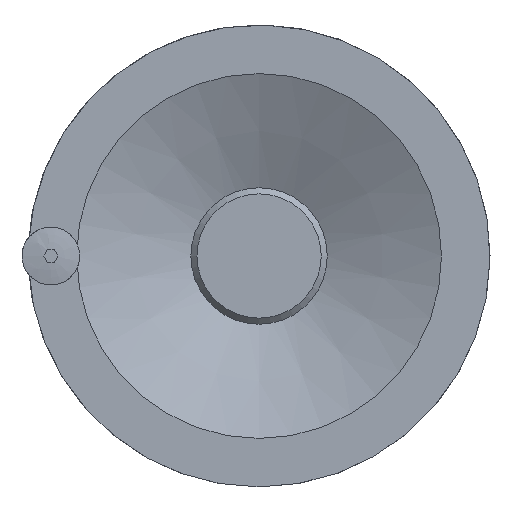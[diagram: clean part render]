
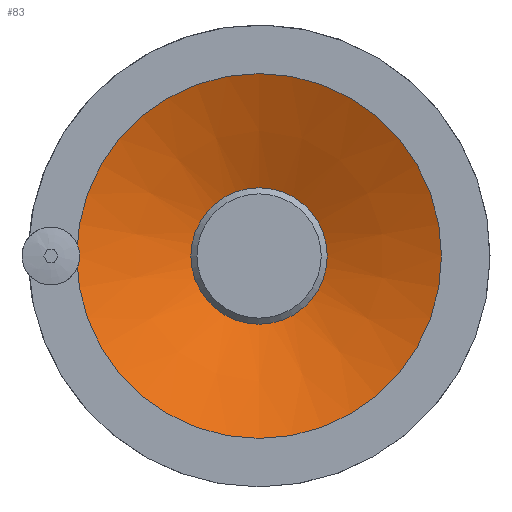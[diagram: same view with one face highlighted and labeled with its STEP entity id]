
A CAD part, left-side view. The second image highlights one B-rep face of the part: STEP entity #83.
In plain terms, the highlighted conical face has half-angle 65.728 degrees and reference radius 22.5 mm.
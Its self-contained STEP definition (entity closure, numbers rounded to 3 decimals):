
#83 = ADVANCED_FACE( '', ( #170, #171 ), #172, .F. );
#170 = FACE_OUTER_BOUND( '', #285, .T. );
#171 = FACE_BOUND( '', #286, .T. );
#172 = CONICAL_SURFACE( '', #287, 22.5, 1.147 );
#285 = EDGE_LOOP( '', ( #426 ) );
#286 = EDGE_LOOP( '', ( #427 ) );
#287 = AXIS2_PLACEMENT_3D( '', #428, #429, #430 );
#426 = ORIENTED_EDGE( '', *, *, #466, .F. );
#427 = ORIENTED_EDGE( '', *, *, #483, .T. );
#428 = CARTESIAN_POINT( '', ( -21.1, 0., 0. ) );
#429 = DIRECTION( '', ( -1., 0., 0. ) );
#430 = DIRECTION( '', ( 0., 0., 1. ) );
#466 = EDGE_CURVE( '', #535, #535, #536, .T. );
#483 = EDGE_CURVE( '', #558, #558, #559, .T. );
#535 = VERTEX_POINT( '', #639 );
#536 = CIRCLE( '', #640, 60.2 );
#558 = VERTEX_POINT( '', #669 );
#559 = CIRCLE( '', #670, 22.5 );
#639 = CARTESIAN_POINT( '', ( -38.1, 0., -60.2 ) );
#640 = AXIS2_PLACEMENT_3D( '', #711, #712, #713 );
#669 = CARTESIAN_POINT( '', ( -21.1, 0., -22.5 ) );
#670 = AXIS2_PLACEMENT_3D( '', #727, #728, #729 );
#711 = CARTESIAN_POINT( '', ( -38.1, 0., 0. ) );
#712 = DIRECTION( '', ( 1., 0., 0. ) );
#713 = DIRECTION( '', ( 0., 0., -1. ) );
#727 = CARTESIAN_POINT( '', ( -21.1, 0., 0. ) );
#728 = DIRECTION( '', ( 1., 0., 0. ) );
#729 = DIRECTION( '', ( 0., 0., -1. ) );
